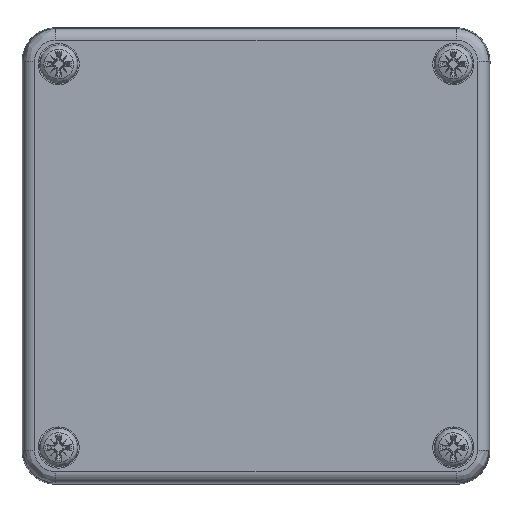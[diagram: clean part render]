
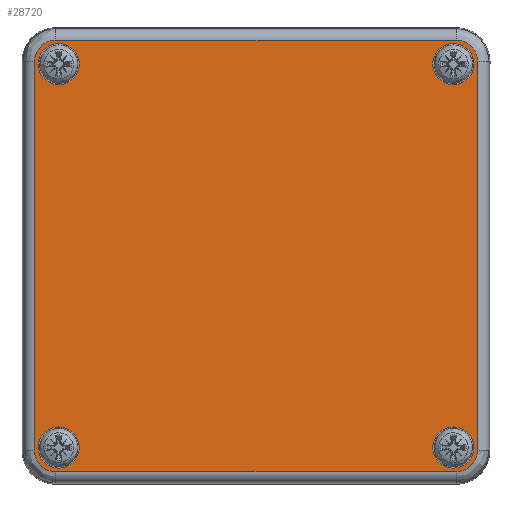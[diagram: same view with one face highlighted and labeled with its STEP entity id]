
A CAD part, top view. The second image highlights one B-rep face of the part: STEP entity #28720.
In plain terms, the highlighted planar face has unit normal (0, 0, 1).
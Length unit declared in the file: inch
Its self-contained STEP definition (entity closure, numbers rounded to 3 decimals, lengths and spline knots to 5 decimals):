
#679 = VECTOR ( 'NONE', #30268, 39.37008 ) ;
#1055 = EDGE_LOOP ( 'NONE', ( #54863, #18482, #46183, #23325, #26348, #45031, #21326, #2811 ) ) ;
#1239 = CARTESIAN_POINT ( 'NONE',  ( 1.54617, -1.35827, 0.59055 ) ) ;
#1425 = LINE ( 'NONE', #17256, #47880 ) ;
#1504 = AXIS2_PLACEMENT_3D ( 'NONE', #7592, #25590, #2861 ) ;
#2415 = DIRECTION ( 'NONE',  ( 0., 0., 1. ) ) ;
#2780 = VERTEX_POINT ( 'NONE', #51912 ) ;
#2811 = ORIENTED_EDGE ( 'NONE', *, *, #21895, .F. ) ;
#2861 = DIRECTION ( 'NONE',  ( -1., 0., 0. ) ) ;
#3183 = EDGE_CURVE ( 'NONE', #8373, #8373, #41291, .T. ) ;
#4112 = LINE ( 'NONE', #47816, #35754 ) ;
#4837 = EDGE_LOOP ( 'NONE', ( #5292 ) ) ;
#5292 = ORIENTED_EDGE ( 'NONE', *, *, #31480, .F. ) ;
#5443 = LINE ( 'NONE', #30641, #57518 ) ;
#6692 = EDGE_CURVE ( 'NONE', #7715, #50893, #16579, .T. ) ;
#6808 = CARTESIAN_POINT ( 'NONE',  ( -1.39764, -1.5068, 0.59055 ) ) ;
#7543 = CARTESIAN_POINT ( 'NONE',  ( -1.54617, 0., 0.59055 ) ) ;
#7592 = CARTESIAN_POINT ( 'NONE',  ( 0., 0., 0.59055 ) ) ;
#7715 = VERTEX_POINT ( 'NONE', #1239 ) ;
#7770 = DIRECTION ( 'NONE',  ( 0., 0., 1. ) ) ;
#8373 = VERTEX_POINT ( 'NONE', #29189 ) ;
#9196 = VERTEX_POINT ( 'NONE', #27175 ) ;
#9921 = CARTESIAN_POINT ( 'NONE',  ( -1.54617, 1.35827, 0.59055 ) ) ;
#11473 = EDGE_CURVE ( 'NONE', #44860, #44860, #14781, .T. ) ;
#11691 = EDGE_CURVE ( 'NONE', #50893, #17572, #1425, .T. ) ;
#12415 = EDGE_CURVE ( 'NONE', #17572, #45104, #33142, .T. ) ;
#14781 = CIRCLE ( 'NONE', #58384, 0.1437 ) ;
#15202 = CARTESIAN_POINT ( 'NONE',  ( -1.48465, 1.5068, 0.59055 ) ) ;
#15659 = FACE_BOUND ( 'NONE', #4837, .T. ) ;
#15812 = CARTESIAN_POINT ( 'NONE',  ( -1.54617, -1.44528, 0.59055 ) ) ;
#16579 =( BOUNDED_CURVE ( )  B_SPLINE_CURVE ( 3, ( #17448, #48944, #58032, #31011 ),
 .UNSPECIFIED., .F., .F. ) 
 B_SPLINE_CURVE_WITH_KNOTS ( ( 4, 4 ),
 ( 0., 1. ),
 .UNSPECIFIED. ) 
 CURVE ( )  GEOMETRIC_REPRESENTATION_ITEM ( )  RATIONAL_B_SPLINE_CURVE ( ( 1., 0.805, 0.805, 1. ) ) 
 REPRESENTATION_ITEM ( '' )  );
#17256 = CARTESIAN_POINT ( 'NONE',  ( 0., -1.5068, 0.59055 ) ) ;
#17448 = CARTESIAN_POINT ( 'NONE',  ( 1.54617, -1.35827, 0.59055 ) ) ;
#17454 = DIRECTION ( 'NONE',  ( 0., -1., 0. ) ) ;
#17572 = VERTEX_POINT ( 'NONE', #32696 ) ;
#18482 = ORIENTED_EDGE ( 'NONE', *, *, #12415, .F. ) ;
#19230 = CARTESIAN_POINT ( 'NONE',  ( 1.39764, -1.5068, 0.59055 ) ) ;
#19882 = ORIENTED_EDGE ( 'NONE', *, *, #3183, .F. ) ;
#20839 = CIRCLE ( 'NONE', #32253, 0.1437 ) ;
#20856 = PLANE ( 'NONE',  #1504 ) ;
#21042 = CARTESIAN_POINT ( 'NONE',  ( -1.54617, -1.35827, 0.59055 ) ) ;
#21152 = DIRECTION ( 'NONE',  ( -1., 0., 0. ) ) ;
#21224 = CARTESIAN_POINT ( 'NONE',  ( -1.37795, 1.33858, 0.59055 ) ) ;
#21326 = ORIENTED_EDGE ( 'NONE', *, *, #24323, .F. ) ;
#21895 = EDGE_CURVE ( 'NONE', #2780, #28487, #53360, .T. ) ;
#23325 = ORIENTED_EDGE ( 'NONE', *, *, #6692, .F. ) ;
#24323 = EDGE_CURVE ( 'NONE', #28487, #35824, #4112, .T. ) ;
#24476 = CARTESIAN_POINT ( 'NONE',  ( -1.52165, -1.33858, 0.59055 ) ) ;
#24581 = CIRCLE ( 'NONE', #58143, 0.1437 ) ;
#25009 = CARTESIAN_POINT ( 'NONE',  ( -1.48465, -1.5068, 0.59055 ) ) ;
#25261 = CARTESIAN_POINT ( 'NONE',  ( 1.39764, 1.5068, 0.59055 ) ) ;
#25427 = EDGE_CURVE ( 'NONE', #46957, #46957, #20839, .T. ) ;
#25590 = DIRECTION ( 'NONE',  ( 0., 0., -1. ) ) ;
#26348 = ORIENTED_EDGE ( 'NONE', *, *, #33371, .F. ) ;
#27175 = CARTESIAN_POINT ( 'NONE',  ( 1.54617, 1.35827, 0.59055 ) ) ;
#27353 = ORIENTED_EDGE ( 'NONE', *, *, #25427, .F. ) ;
#28487 = VERTEX_POINT ( 'NONE', #54218 ) ;
#28720 = ADVANCED_FACE ( 'NONE', ( #50873, #43806, #28988, #15659, #45857 ), #20856, .F. ) ;
#28988 = FACE_BOUND ( 'NONE', #31824, .T. ) ;
#29038 = AXIS2_PLACEMENT_3D ( 'NONE', #29095, #2415, #48409 ) ;
#29095 = CARTESIAN_POINT ( 'NONE',  ( 1.37795, -1.33858, 0.59055 ) ) ;
#29189 = CARTESIAN_POINT ( 'NONE',  ( 1.23425, -1.33858, 0.59055 ) ) ;
#30268 = DIRECTION ( 'NONE',  ( 0., 1., 0. ) ) ;
#30316 = CARTESIAN_POINT ( 'NONE',  ( 1.37795, 1.33858, 0.59055 ) ) ;
#30641 = CARTESIAN_POINT ( 'NONE',  ( 1.54617, 0., 0.59055 ) ) ;
#31011 = CARTESIAN_POINT ( 'NONE',  ( 1.39764, -1.5068, 0.59055 ) ) ;
#31480 = EDGE_CURVE ( 'NONE', #51911, #51911, #24581, .T. ) ;
#31824 = EDGE_LOOP ( 'NONE', ( #27353 ) ) ;
#32253 = AXIS2_PLACEMENT_3D ( 'NONE', #30316, #57142, #57741 ) ;
#32696 = CARTESIAN_POINT ( 'NONE',  ( -1.39764, -1.5068, 0.59055 ) ) ;
#33101 = CARTESIAN_POINT ( 'NONE',  ( -1.39764, 1.5068, 0.59055 ) ) ;
#33142 =( BOUNDED_CURVE ( )  B_SPLINE_CURVE ( 3, ( #6808, #25009, #15812, #21042 ),
 .UNSPECIFIED., .F., .F. ) 
 B_SPLINE_CURVE_WITH_KNOTS ( ( 4, 4 ),
 ( 0., 1. ),
 .UNSPECIFIED. ) 
 CURVE ( )  GEOMETRIC_REPRESENTATION_ITEM ( )  RATIONAL_B_SPLINE_CURVE ( ( 1., 0.805, 0.805, 1. ) ) 
 REPRESENTATION_ITEM ( '' )  );
#33371 = EDGE_CURVE ( 'NONE', #9196, #7715, #5443, .T. ) ;
#34760 = CARTESIAN_POINT ( 'NONE',  ( 1.48465, 1.5068, 0.59055 ) ) ;
#34878 = DIRECTION ( 'NONE',  ( -1., 0., 0. ) ) ;
#35101 = EDGE_CURVE ( 'NONE', #35824, #9196, #43535, .T. ) ;
#35754 = VECTOR ( 'NONE', #48011, 39.37008 ) ;
#35824 = VERTEX_POINT ( 'NONE', #45028 ) ;
#36309 = ORIENTED_EDGE ( 'NONE', *, *, #11473, .F. ) ;
#36564 = LINE ( 'NONE', #7543, #679 ) ;
#38435 = CARTESIAN_POINT ( 'NONE',  ( -1.54617, -1.35827, 0.59055 ) ) ;
#41291 = CIRCLE ( 'NONE', #29038, 0.1437 ) ;
#41580 = CARTESIAN_POINT ( 'NONE',  ( -1.54617, 1.44528, 0.59055 ) ) ;
#43535 =( BOUNDED_CURVE ( )  B_SPLINE_CURVE ( 3, ( #25261, #34760, #57007, #52670 ),
 .UNSPECIFIED., .F., .T. ) 
 B_SPLINE_CURVE_WITH_KNOTS ( ( 4, 4 ),
 ( 0., 1. ),
 .UNSPECIFIED. ) 
 CURVE ( )  GEOMETRIC_REPRESENTATION_ITEM ( )  RATIONAL_B_SPLINE_CURVE ( ( 1., 0.805, 0.805, 1. ) ) 
 REPRESENTATION_ITEM ( '' )  );
#43565 = CARTESIAN_POINT ( 'NONE',  ( -1.52165, 1.33858, 0.59055 ) ) ;
#43806 = FACE_BOUND ( 'NONE', #45288, .T. ) ;
#44860 = VERTEX_POINT ( 'NONE', #24476 ) ;
#45028 = CARTESIAN_POINT ( 'NONE',  ( 1.39764, 1.5068, 0.59055 ) ) ;
#45031 = ORIENTED_EDGE ( 'NONE', *, *, #35101, .F. ) ;
#45104 = VERTEX_POINT ( 'NONE', #38435 ) ;
#45288 = EDGE_LOOP ( 'NONE', ( #19882 ) ) ;
#45554 = EDGE_LOOP ( 'NONE', ( #36309 ) ) ;
#45857 = FACE_OUTER_BOUND ( 'NONE', #1055, .T. ) ;
#46183 = ORIENTED_EDGE ( 'NONE', *, *, #11691, .F. ) ;
#46957 = VERTEX_POINT ( 'NONE', #57374 ) ;
#47816 = CARTESIAN_POINT ( 'NONE',  ( 0., 1.5068, 0.59055 ) ) ;
#47880 = VECTOR ( 'NONE', #21152, 39.37008 ) ;
#48011 = DIRECTION ( 'NONE',  ( 1., 0., 0. ) ) ;
#48409 = DIRECTION ( 'NONE',  ( -1., 0., 0. ) ) ;
#48944 = CARTESIAN_POINT ( 'NONE',  ( 1.54617, -1.44528, 0.59055 ) ) ;
#50873 = FACE_BOUND ( 'NONE', #45554, .T. ) ;
#50893 = VERTEX_POINT ( 'NONE', #19230 ) ;
#51537 = CARTESIAN_POINT ( 'NONE',  ( -1.37795, -1.33858, 0.59055 ) ) ;
#51911 = VERTEX_POINT ( 'NONE', #43565 ) ;
#51912 = CARTESIAN_POINT ( 'NONE',  ( -1.54617, 1.35827, 0.59055 ) ) ;
#52670 = CARTESIAN_POINT ( 'NONE',  ( 1.54617, 1.35827, 0.59055 ) ) ;
#53360 =( BOUNDED_CURVE ( )  B_SPLINE_CURVE ( 3, ( #9921, #41580, #15202, #33101 ),
 .UNSPECIFIED., .F., .T. ) 
 B_SPLINE_CURVE_WITH_KNOTS ( ( 4, 4 ),
 ( 0., 1. ),
 .UNSPECIFIED. ) 
 CURVE ( )  GEOMETRIC_REPRESENTATION_ITEM ( )  RATIONAL_B_SPLINE_CURVE ( ( 1., 0.805, 0.805, 1. ) ) 
 REPRESENTATION_ITEM ( '' )  );
#54218 = CARTESIAN_POINT ( 'NONE',  ( -1.39764, 1.5068, 0.59055 ) ) ;
#54863 = ORIENTED_EDGE ( 'NONE', *, *, #57647, .F. ) ;
#55481 = DIRECTION ( 'NONE',  ( 0., 0., 1. ) ) ;
#56069 = DIRECTION ( 'NONE',  ( -1., 0., 0. ) ) ;
#57007 = CARTESIAN_POINT ( 'NONE',  ( 1.54617, 1.44528, 0.59055 ) ) ;
#57142 = DIRECTION ( 'NONE',  ( 0., 0., 1. ) ) ;
#57374 = CARTESIAN_POINT ( 'NONE',  ( 1.23425, 1.33858, 0.59055 ) ) ;
#57518 = VECTOR ( 'NONE', #17454, 39.37008 ) ;
#57647 = EDGE_CURVE ( 'NONE', #45104, #2780, #36564, .T. ) ;
#57741 = DIRECTION ( 'NONE',  ( -1., 0., 0. ) ) ;
#58032 = CARTESIAN_POINT ( 'NONE',  ( 1.48465, -1.5068, 0.59055 ) ) ;
#58143 = AXIS2_PLACEMENT_3D ( 'NONE', #21224, #7770, #34878 ) ;
#58384 = AXIS2_PLACEMENT_3D ( 'NONE', #51537, #55481, #56069 ) ;
